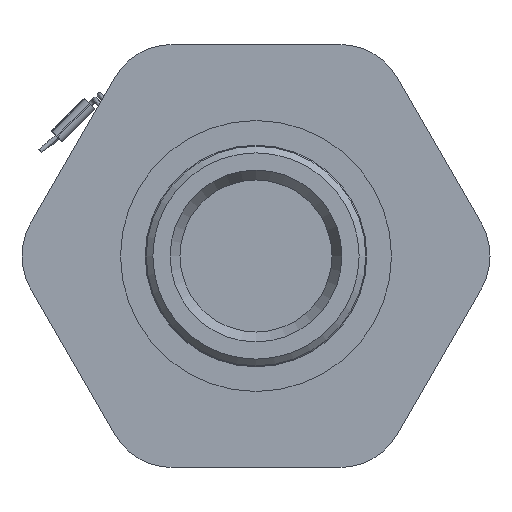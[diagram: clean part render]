
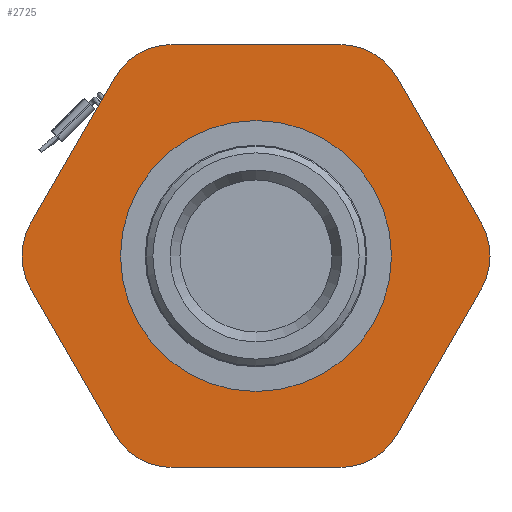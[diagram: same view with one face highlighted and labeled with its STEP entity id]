
A CAD part, front view. The second image highlights one B-rep face of the part: STEP entity #2725.
In plain terms, the highlighted planar face has unit normal (0, -1, 0).
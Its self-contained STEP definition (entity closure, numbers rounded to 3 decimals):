
#24 = DIRECTION ( 'NONE',  ( 0., -1., 0. ) ) ;
#44 = CARTESIAN_POINT ( 'NONE',  ( -25.403, -7., 0. ) ) ;
#217 = ORIENTED_EDGE ( 'NONE', *, *, #6689, .T. ) ;
#289 = CARTESIAN_POINT ( 'NONE',  ( 21.362, -7., -27. ) ) ;
#309 = CARTESIAN_POINT ( 'NONE',  ( 12.702, -7., 32. ) ) ;
#324 = CARTESIAN_POINT ( 'NONE',  ( 20.5, -7., 0. ) ) ;
#636 = EDGE_CURVE ( 'NONE', #3130, #2077, #646, .T. ) ;
#646 = CIRCLE ( 'NONE', #6069, 10. ) ;
#871 = VERTEX_POINT ( 'NONE', #1787 ) ;
#934 = CARTESIAN_POINT ( 'NONE',  ( -12.702, -7., 32. ) ) ;
#960 = VECTOR ( 'NONE', #4214, 1000. ) ;
#974 = ORIENTED_EDGE ( 'NONE', *, *, #3764, .T. ) ;
#992 = CARTESIAN_POINT ( 'NONE',  ( 34.064, -7., 5. ) ) ;
#1088 = VECTOR ( 'NONE', #5075, 1000. ) ;
#1112 = ORIENTED_EDGE ( 'NONE', *, *, #2724, .T. ) ;
#1124 = EDGE_CURVE ( 'NONE', #4361, #3631, #6503, .T. ) ;
#1137 = ORIENTED_EDGE ( 'NONE', *, *, #1924, .T. ) ;
#1161 = CARTESIAN_POINT ( 'NONE',  ( -34.064, -7., 5. ) ) ;
#1247 = FACE_OUTER_BOUND ( 'NONE', #5130, .T. ) ;
#1296 = EDGE_CURVE ( 'NONE', #3575, #4361, #3210, .T. ) ;
#1409 = ORIENTED_EDGE ( 'NONE', *, *, #636, .T. ) ;
#1428 = EDGE_CURVE ( 'NONE', #3719, #6479, #3045, .T. ) ;
#1591 = CIRCLE ( 'NONE', #5905, 10. ) ;
#1639 = EDGE_LOOP ( 'NONE', ( #974 ) ) ;
#1787 = CARTESIAN_POINT ( 'NONE',  ( -12.702, -7., -32. ) ) ;
#1877 = DIRECTION ( 'NONE',  ( 0., -1., 0. ) ) ;
#1884 = DIRECTION ( 'NONE',  ( 0., 1., 0. ) ) ;
#1924 = EDGE_CURVE ( 'NONE', #6479, #4910, #4657, .T. ) ;
#1947 = ORIENTED_EDGE ( 'NONE', *, *, #4477, .T. ) ;
#1963 = CARTESIAN_POINT ( 'NONE',  ( 0., -7., -20.5 ) ) ;
#1994 = ORIENTED_EDGE ( 'NONE', *, *, #5796, .T. ) ;
#2006 = DIRECTION ( 'NONE',  ( -0.5, 0., -0.866 ) ) ;
#2077 = VERTEX_POINT ( 'NONE', #3013 ) ;
#2085 = EDGE_CURVE ( 'NONE', #6928, #3575, #5143, .T. ) ;
#2166 = ORIENTED_EDGE ( 'NONE', *, *, #4242, .T. ) ;
#2191 = AXIS2_PLACEMENT_3D ( 'NONE', #324, #6341, #3668 ) ;
#2208 = VECTOR ( 'NONE', #3690, 1000. ) ;
#2294 = CARTESIAN_POINT ( 'NONE',  ( -21.362, -7., 27. ) ) ;
#2336 = LINE ( 'NONE', #992, #960 ) ;
#2363 = CARTESIAN_POINT ( 'NONE',  ( 20.5, -7., 32. ) ) ;
#2485 = AXIS2_PLACEMENT_3D ( 'NONE', #4993, #1877, #4472 ) ;
#2540 = LINE ( 'NONE', #4419, #1088 ) ;
#2693 = VECTOR ( 'NONE', #5803, 1000. ) ;
#2724 = EDGE_CURVE ( 'NONE', #2077, #6514, #3197, .T. ) ;
#2725 = ADVANCED_FACE ( 'NONE', ( #3956, #1247 ), #3031, .T. ) ;
#3013 = CARTESIAN_POINT ( 'NONE',  ( 21.362, -7., -27. ) ) ;
#3031 = PLANE ( 'NONE',  #2191 ) ;
#3045 = CIRCLE ( 'NONE', #2485, 10. ) ;
#3080 = VERTEX_POINT ( 'NONE', #4590 ) ;
#3130 = VERTEX_POINT ( 'NONE', #5079 ) ;
#3182 = CIRCLE ( 'NONE', #4073, 20.5 ) ;
#3197 = LINE ( 'NONE', #289, #2693 ) ;
#3210 = CIRCLE ( 'NONE', #5854, 10. ) ;
#3438 = ORIENTED_EDGE ( 'NONE', *, *, #2085, .T. ) ;
#3539 = CARTESIAN_POINT ( 'NONE',  ( -21.362, -7., 27. ) ) ;
#3575 = VERTEX_POINT ( 'NONE', #1161 ) ;
#3600 = CARTESIAN_POINT ( 'NONE',  ( 34.064, -7., -5. ) ) ;
#3631 = VERTEX_POINT ( 'NONE', #6120 ) ;
#3647 = ORIENTED_EDGE ( 'NONE', *, *, #4104, .T. ) ;
#3668 = DIRECTION ( 'NONE',  ( 0., 0., -1. ) ) ;
#3690 = DIRECTION ( 'NONE',  ( 0.5, 0., -0.866 ) ) ;
#3719 = VERTEX_POINT ( 'NONE', #6165 ) ;
#3720 = ORIENTED_EDGE ( 'NONE', *, *, #1296, .T. ) ;
#3764 = EDGE_CURVE ( 'NONE', #4351, #4351, #3182, .T. ) ;
#3832 = CARTESIAN_POINT ( 'NONE',  ( -12.702, -7., -22. ) ) ;
#3864 = DIRECTION ( 'NONE',  ( 0., 0., -1. ) ) ;
#3907 = AXIS2_PLACEMENT_3D ( 'NONE', #6394, #5275, #4238 ) ;
#3956 = FACE_BOUND ( 'NONE', #1639, .T. ) ;
#3977 = DIRECTION ( 'NONE',  ( -1., 0., 0. ) ) ;
#4073 = AXIS2_PLACEMENT_3D ( 'NONE', #6790, #1884, #5632 ) ;
#4104 = EDGE_CURVE ( 'NONE', #3080, #3719, #2336, .T. ) ;
#4198 = CARTESIAN_POINT ( 'NONE',  ( -34.064, -7., -5. ) ) ;
#4210 = CARTESIAN_POINT ( 'NONE',  ( -34.064, -7., -5. ) ) ;
#4214 = DIRECTION ( 'NONE',  ( -0.5, 0., 0.866 ) ) ;
#4238 = DIRECTION ( 'NONE',  ( 0., 0., -1. ) ) ;
#4242 = EDGE_CURVE ( 'NONE', #6514, #3080, #4780, .T. ) ;
#4330 = ORIENTED_EDGE ( 'NONE', *, *, #1428, .T. ) ;
#4351 = VERTEX_POINT ( 'NONE', #1963 ) ;
#4361 = VERTEX_POINT ( 'NONE', #4198 ) ;
#4419 = CARTESIAN_POINT ( 'NONE',  ( 20.5, -7., -32. ) ) ;
#4472 = DIRECTION ( 'NONE',  ( 0., 0., -1. ) ) ;
#4477 = EDGE_CURVE ( 'NONE', #4910, #6928, #5593, .T. ) ;
#4523 = DIRECTION ( 'NONE',  ( 0., 0., -1. ) ) ;
#4590 = CARTESIAN_POINT ( 'NONE',  ( 34.064, -7., 5. ) ) ;
#4657 = LINE ( 'NONE', #2363, #4905 ) ;
#4780 = CIRCLE ( 'NONE', #6475, 10. ) ;
#4905 = VECTOR ( 'NONE', #3977, 1000. ) ;
#4910 = VERTEX_POINT ( 'NONE', #934 ) ;
#4993 = CARTESIAN_POINT ( 'NONE',  ( 12.702, -7., 22. ) ) ;
#5075 = DIRECTION ( 'NONE',  ( 1., 0., 0. ) ) ;
#5079 = CARTESIAN_POINT ( 'NONE',  ( 12.702, -7., -32. ) ) ;
#5130 = EDGE_LOOP ( 'NONE', ( #1137, #1947, #3438, #3720, #6337, #217, #1994, #1409, #1112, #2166, #3647, #4330 ) ) ;
#5143 = LINE ( 'NONE', #3539, #5328 ) ;
#5275 = DIRECTION ( 'NONE',  ( 0., -1., 0. ) ) ;
#5323 = CARTESIAN_POINT ( 'NONE',  ( 25.403, -7., 0. ) ) ;
#5328 = VECTOR ( 'NONE', #2006, 1000. ) ;
#5425 = DIRECTION ( 'NONE',  ( 0., -1., 0. ) ) ;
#5592 = DIRECTION ( 'NONE',  ( 0., -1., 0. ) ) ;
#5593 = CIRCLE ( 'NONE', #3907, 10. ) ;
#5632 = DIRECTION ( 'NONE',  ( 0., 0., -1. ) ) ;
#5796 = EDGE_CURVE ( 'NONE', #871, #3130, #2540, .T. ) ;
#5803 = DIRECTION ( 'NONE',  ( 0.5, 0., 0.866 ) ) ;
#5851 = DIRECTION ( 'NONE',  ( 0., -1., 0. ) ) ;
#5854 = AXIS2_PLACEMENT_3D ( 'NONE', #44, #24, #3864 ) ;
#5905 = AXIS2_PLACEMENT_3D ( 'NONE', #3832, #5425, #5995 ) ;
#5995 = DIRECTION ( 'NONE',  ( 0., 0., -1. ) ) ;
#6069 = AXIS2_PLACEMENT_3D ( 'NONE', #6632, #5592, #4523 ) ;
#6120 = CARTESIAN_POINT ( 'NONE',  ( -21.362, -7., -27. ) ) ;
#6165 = CARTESIAN_POINT ( 'NONE',  ( 21.362, -7., 27. ) ) ;
#6337 = ORIENTED_EDGE ( 'NONE', *, *, #1124, .T. ) ;
#6341 = DIRECTION ( 'NONE',  ( 0., -1., 0. ) ) ;
#6394 = CARTESIAN_POINT ( 'NONE',  ( -12.702, -7., 22. ) ) ;
#6475 = AXIS2_PLACEMENT_3D ( 'NONE', #5323, #5851, #7025 ) ;
#6479 = VERTEX_POINT ( 'NONE', #309 ) ;
#6503 = LINE ( 'NONE', #4210, #2208 ) ;
#6514 = VERTEX_POINT ( 'NONE', #3600 ) ;
#6632 = CARTESIAN_POINT ( 'NONE',  ( 12.702, -7., -22. ) ) ;
#6689 = EDGE_CURVE ( 'NONE', #3631, #871, #1591, .T. ) ;
#6790 = CARTESIAN_POINT ( 'NONE',  ( 0., -7., 0. ) ) ;
#6928 = VERTEX_POINT ( 'NONE', #2294 ) ;
#7025 = DIRECTION ( 'NONE',  ( 0., 0., -1. ) ) ;
